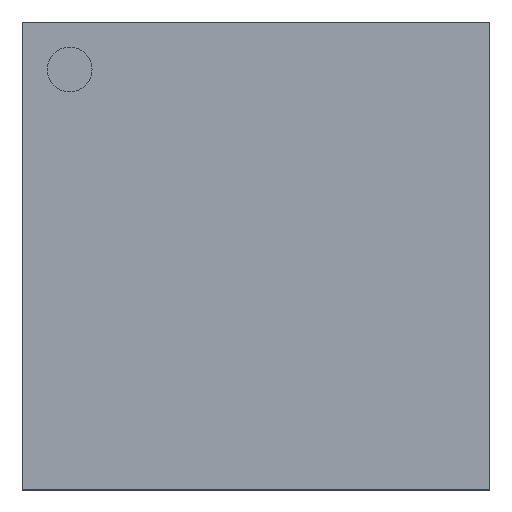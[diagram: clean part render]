
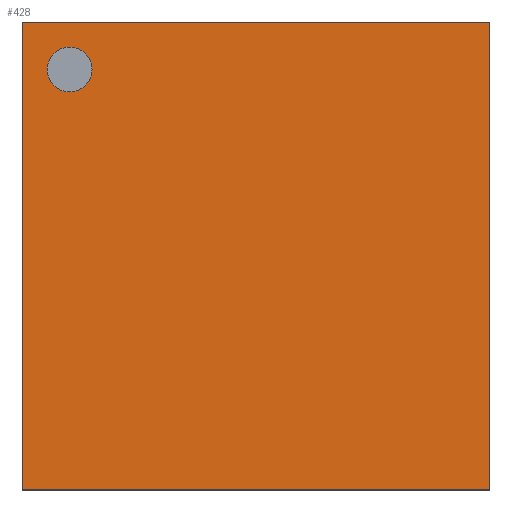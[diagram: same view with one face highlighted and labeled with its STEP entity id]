
A CAD part, top view. The second image highlights one B-rep face of the part: STEP entity #428.
In plain terms, the highlighted planar face has unit normal (0, 0, 1).
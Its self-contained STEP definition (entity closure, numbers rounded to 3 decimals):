
#42=LINE('',#713,#54);
#43=LINE('',#715,#55);
#44=LINE('',#717,#56);
#45=LINE('',#718,#57);
#54=VECTOR('',#574,1.);
#55=VECTOR('',#575,1.);
#56=VECTOR('',#576,1.);
#57=VECTOR('',#577,1.);
#123=PLANE('',#496);
#131=FACE_BOUND('',#176,.T.);
#137=FACE_OUTER_BOUND('',#175,.T.);
#175=EDGE_LOOP('',(#346,#347,#348,#349));
#176=EDGE_LOOP('',(#350));
#210=CIRCLE('',#494,0.3);
#239=VERTEX_POINT('',#707);
#240=VERTEX_POINT('',#711);
#241=VERTEX_POINT('',#712);
#242=VERTEX_POINT('',#714);
#243=VERTEX_POINT('',#716);
#301=EDGE_CURVE('',#239,#239,#210,.T.);
#302=EDGE_CURVE('',#240,#241,#42,.T.);
#303=EDGE_CURVE('',#241,#242,#43,.T.);
#304=EDGE_CURVE('',#242,#243,#44,.T.);
#305=EDGE_CURVE('',#243,#240,#45,.T.);
#346=ORIENTED_EDGE('',*,*,#302,.T.);
#347=ORIENTED_EDGE('',*,*,#303,.T.);
#348=ORIENTED_EDGE('',*,*,#304,.T.);
#349=ORIENTED_EDGE('',*,*,#305,.T.);
#350=ORIENTED_EDGE('',*,*,#301,.T.);
#428=ADVANCED_FACE('',(#137,#131),#123,.T.);
#494=AXIS2_PLACEMENT_3D('',#708,#568,#569);
#496=AXIS2_PLACEMENT_3D('',#710,#572,#573);
#568=DIRECTION('center_axis',(0.,0.,-1.));
#569=DIRECTION('ref_axis',(-1.,0.,0.));
#572=DIRECTION('center_axis',(0.,0.,1.));
#573=DIRECTION('ref_axis',(0.,-1.,0.));
#574=DIRECTION('',(1.,0.,0.));
#575=DIRECTION('',(0.,1.,0.));
#576=DIRECTION('',(-1.,0.,0.));
#577=DIRECTION('',(0.,-1.,0.));
#707=CARTESIAN_POINT('',(-2.19,2.49,2.62));
#708=CARTESIAN_POINT('Origin',(-2.49,2.49,2.62));
#710=CARTESIAN_POINT('Origin',(0.,0.,2.62));
#711=CARTESIAN_POINT('',(-3.125,-3.125,2.62));
#712=CARTESIAN_POINT('',(3.125,-3.125,2.62));
#713=CARTESIAN_POINT('',(0.,-3.125,2.62));
#714=CARTESIAN_POINT('',(3.125,3.125,2.62));
#715=CARTESIAN_POINT('',(3.125,0.,2.62));
#716=CARTESIAN_POINT('',(-3.125,3.125,2.62));
#717=CARTESIAN_POINT('',(0.,3.125,2.62));
#718=CARTESIAN_POINT('',(-3.125,0.,2.62));
